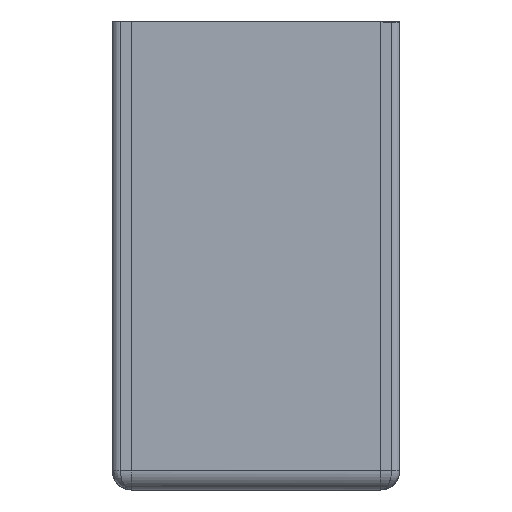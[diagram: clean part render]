
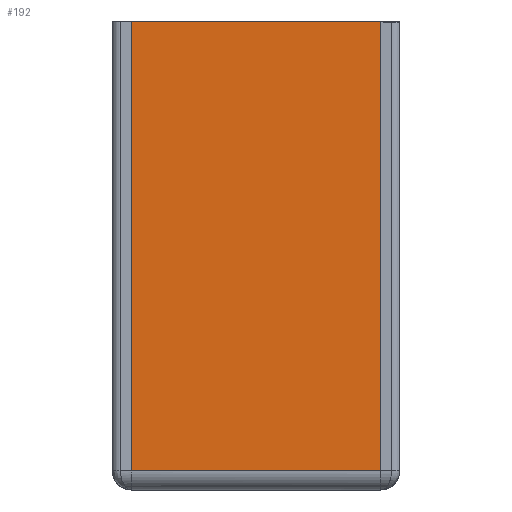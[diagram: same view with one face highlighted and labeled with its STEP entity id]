
A CAD part, front view. The second image highlights one B-rep face of the part: STEP entity #192.
In plain terms, the highlighted planar face has unit normal (0, -1, 0).
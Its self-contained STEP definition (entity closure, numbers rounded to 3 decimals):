
#192=ADVANCED_FACE('',(#410),#3075,.T.);
#410=FACE_OUTER_BOUND('',#636,.T.);
#636=EDGE_LOOP('',(#1344,#1345,#1346,#1347));
#1344=ORIENTED_EDGE('',*,*,#1980,.T.);
#1345=ORIENTED_EDGE('',*,*,#2035,.F.);
#1346=ORIENTED_EDGE('',*,*,#2002,.F.);
#1347=ORIENTED_EDGE('',*,*,#2037,.F.);
#1980=EDGE_CURVE('',#2896,#2897,#2415,.T.);
#2002=EDGE_CURVE('',#2910,#2911,#2433,.T.);
#2035=EDGE_CURVE('',#2911,#2897,#2466,.T.);
#2037=EDGE_CURVE('',#2896,#2910,#2468,.T.);
#2415=B_SPLINE_CURVE_WITH_KNOTS('',1,(#9194,#9195),.UNSPECIFIED.,.F.,.F.,
(2,2),(0.,53.263),.UNSPECIFIED.);
#2433=B_SPLINE_CURVE_WITH_KNOTS('',1,(#9360,#9361),.UNSPECIFIED.,.F.,.F.,
(2,2),(0.,53.263),.UNSPECIFIED.);
#2466=B_SPLINE_CURVE_WITH_KNOTS('',1,(#9536,#9537),.UNSPECIFIED.,.F.,.F.,
(2,2),(-29.586,0.),.UNSPECIFIED.);
#2468=B_SPLINE_CURVE_WITH_KNOTS('',1,(#9556,#9557),.UNSPECIFIED.,.F.,.F.,
(2,2),(0.,29.586),.UNSPECIFIED.);
#2896=VERTEX_POINT('',#8538);
#2897=VERTEX_POINT('',#8539);
#2910=VERTEX_POINT('',#8552);
#2911=VERTEX_POINT('',#8553);
#3075=PLANE('',#3365);
#3365=AXIS2_PLACEMENT_3D('',#8399,#3451,$);
#3451=DIRECTION('',(0.,-1.,0.));
#8399=CARTESIAN_POINT('',(-0.653,0.,-58.591));
#8538=CARTESIAN_POINT('',(31.893,0.,-53.263));
#8539=CARTESIAN_POINT('',(31.893,0.,0.));
#8552=CARTESIAN_POINT('',(2.307,0.,-53.263));
#8553=CARTESIAN_POINT('',(2.307,0.,0.));
#9194=CARTESIAN_POINT('',(31.893,0.,-53.263));
#9195=CARTESIAN_POINT('',(31.893,0.,0.));
#9360=CARTESIAN_POINT('',(2.307,0.,-53.263));
#9361=CARTESIAN_POINT('',(2.307,0.,0.));
#9536=CARTESIAN_POINT('',(2.307,0.,0.));
#9537=CARTESIAN_POINT('',(31.893,0.,0.));
#9556=CARTESIAN_POINT('',(31.893,0.,-53.263));
#9557=CARTESIAN_POINT('',(2.307,0.,-53.263));
